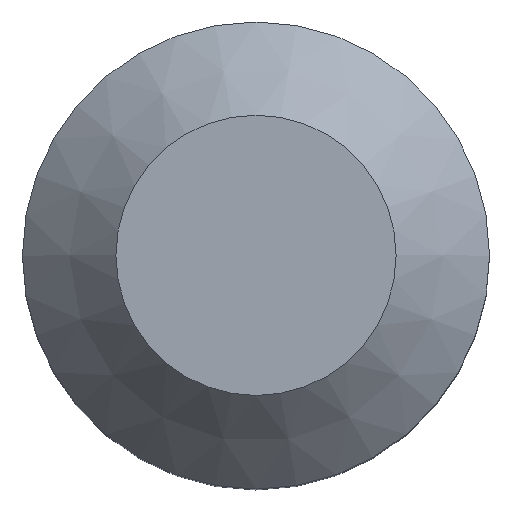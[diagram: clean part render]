
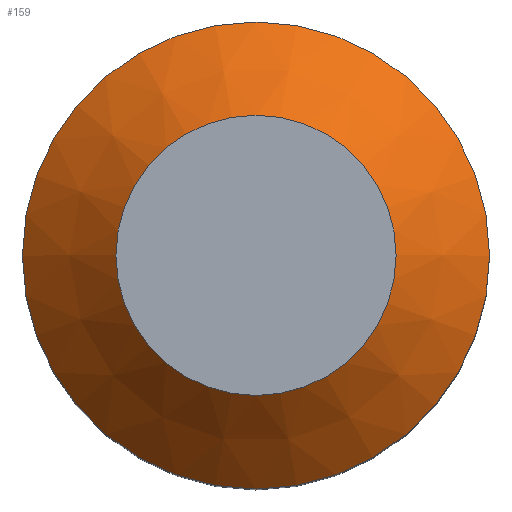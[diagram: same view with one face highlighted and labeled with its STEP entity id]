
A CAD part, top view. The second image highlights one B-rep face of the part: STEP entity #159.
In plain terms, the highlighted conical face has half-angle 45 degrees and reference radius 1.5 mm.
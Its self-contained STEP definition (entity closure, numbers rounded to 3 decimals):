
#54=CARTESIAN_POINT('',(-2.5,0.,2.85));
#55=VERTEX_POINT('',#54);
#62=CARTESIAN_POINT('',(2.5,0.,2.85));
#63=VERTEX_POINT('',#62);
#64=CARTESIAN_POINT('',(0.0,0.0,2.85));
#65=DIRECTION('',(-0.0,-0.0,-1.0));
#66=DIRECTION('',(1.0,0.0,-0.0));
#67=AXIS2_PLACEMENT_3D('',#64,#65,#66);
#68=CIRCLE('',#67,2.5);
#69=EDGE_CURVE('',#55,#63,#68,.T.);
#71=CARTESIAN_POINT('',(0.0,0.0,2.85));
#72=DIRECTION('',(-0.0,-0.0,-1.0));
#73=DIRECTION('',(1.0,0.0,-0.0));
#74=AXIS2_PLACEMENT_3D('',#71,#72,#73);
#75=CIRCLE('',#74,2.5);
#76=EDGE_CURVE('',#63,#55,#75,.T.);
#103=CARTESIAN_POINT('',(1.5,0.,3.85));
#104=VERTEX_POINT('',#103);
#105=CARTESIAN_POINT('',(-1.5,0.,3.85));
#106=VERTEX_POINT('',#105);
#107=CARTESIAN_POINT('',(0.0,0.0,3.85));
#108=DIRECTION('',(0.0,0.0,1.0));
#109=DIRECTION('',(1.0,0.0,-0.0));
#110=AXIS2_PLACEMENT_3D('',#107,#108,#109);
#111=CIRCLE('',#110,1.5);
#112=EDGE_CURVE('',#104,#106,#111,.T.);
#114=CARTESIAN_POINT('',(0.0,0.0,3.85));
#115=DIRECTION('',(0.0,0.0,1.0));
#116=DIRECTION('',(1.0,0.0,-0.0));
#117=AXIS2_PLACEMENT_3D('',#114,#115,#116);
#118=CIRCLE('',#117,1.5);
#119=EDGE_CURVE('',#106,#104,#118,.T.);
#141=CARTESIAN_POINT('',(0.0,0.0,3.85));
#142=DIRECTION('',(0.0,0.0,-1.0));
#143=DIRECTION('',(-1.0,0.0,0.0));
#144=AXIS2_PLACEMENT_3D('',#141,#142,#143);
#145=CONICAL_SURFACE('',#144,1.5,45.0);
#146=CARTESIAN_POINT('',(-2.5,0.0,2.85));
#147=DIRECTION('',(0.707,-0.0,0.707));
#148=VECTOR('',#147,1.414);
#149=LINE('',#146,#148);
#150=EDGE_CURVE('',#55,#106,#149,.T.);
#151=ORIENTED_EDGE('',*,*,#150,.T.);
#152=ORIENTED_EDGE('',*,*,#112,.F.);
#153=ORIENTED_EDGE('',*,*,#119,.F.);
#154=ORIENTED_EDGE('',*,*,#150,.F.);
#155=ORIENTED_EDGE('',*,*,#76,.F.);
#156=ORIENTED_EDGE('',*,*,#69,.F.);
#157=EDGE_LOOP('',(#151,#152,#153,#154,#155,#156));
#158=FACE_BOUND('',#157,.T.);
#159=ADVANCED_FACE('',(#158),#145,.T.);
